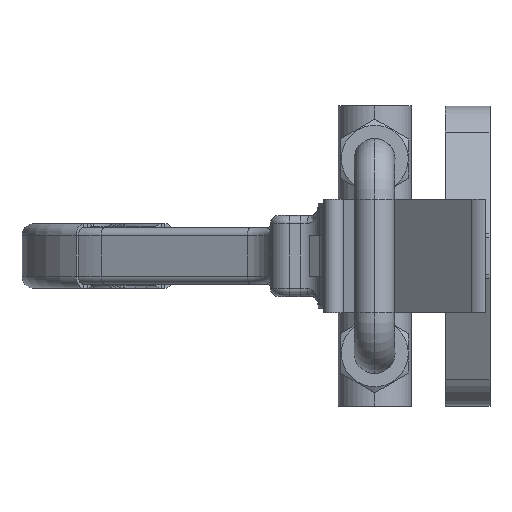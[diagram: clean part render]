
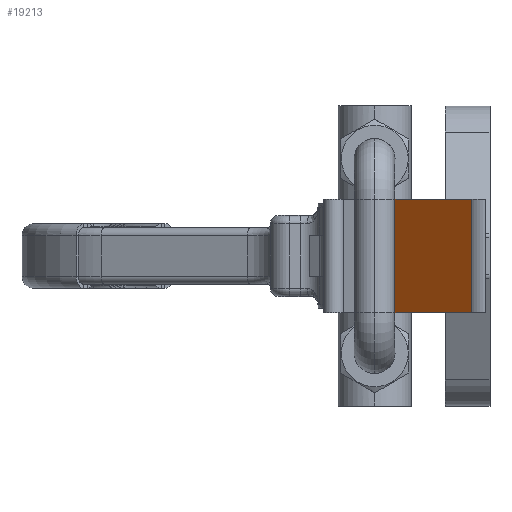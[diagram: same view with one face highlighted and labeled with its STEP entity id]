
A CAD part, left-side view. The second image highlights one B-rep face of the part: STEP entity #19213.
In plain terms, the highlighted planar face has unit normal (-0.719, 0.695, 0).
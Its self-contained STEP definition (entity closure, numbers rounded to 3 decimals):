
#81 = ORIENTED_EDGE ( 'NONE', *, *, #9483, .T. ) ;
#225 = CARTESIAN_POINT ( 'NONE',  ( -117.593, 3.477, -14. ) ) ;
#287 = ORIENTED_EDGE ( 'NONE', *, *, #402, .F. ) ;
#402 = EDGE_CURVE ( 'NONE', #10390, #9585, #19306, .T. ) ;
#628 = VECTOR ( 'NONE', #11346, 1000. ) ;
#990 = AXIS2_PLACEMENT_3D ( 'NONE', #12877, #8441, #18889 ) ;
#4370 = LINE ( 'NONE', #7641, #7918 ) ;
#4774 = VECTOR ( 'NONE', #10664, 1000. ) ;
#5607 = LINE ( 'NONE', #13727, #628 ) ;
#6228 = EDGE_CURVE ( 'NONE', #9585, #6548, #4370, .T. ) ;
#6548 = VERTEX_POINT ( 'NONE', #18426 ) ;
#7125 = EDGE_LOOP ( 'NONE', ( #16571, #287, #10651, #81 ) ) ;
#7296 = VECTOR ( 'NONE', #13269, 1000. ) ;
#7641 = CARTESIAN_POINT ( 'NONE',  ( -98.048, 23.675, -14. ) ) ;
#7918 = VECTOR ( 'NONE', #13459, 1000. ) ;
#8441 = DIRECTION ( 'NONE',  ( 0.719, -0.695, 0. ) ) ;
#9242 = EDGE_CURVE ( 'NONE', #10390, #13064, #14782, .T. ) ;
#9483 = EDGE_CURVE ( 'NONE', #13064, #6548, #5607, .T. ) ;
#9585 = VERTEX_POINT ( 'NONE', #17184 ) ;
#10390 = VERTEX_POINT ( 'NONE', #225 ) ;
#10651 = ORIENTED_EDGE ( 'NONE', *, *, #9242, .T. ) ;
#10664 = DIRECTION ( 'NONE',  ( 0.695, 0.719, 0. ) ) ;
#11346 = DIRECTION ( 'NONE',  ( 0.695, 0.719, 0. ) ) ;
#11364 = PLANE ( 'NONE',  #990 ) ;
#11680 = FACE_OUTER_BOUND ( 'NONE', #7125, .T. ) ;
#12389 = CARTESIAN_POINT ( 'NONE',  ( -117.593, 3.477, 14. ) ) ;
#12877 = CARTESIAN_POINT ( 'NONE',  ( -117.593, 3.477, -14. ) ) ;
#13064 = VERTEX_POINT ( 'NONE', #12389 ) ;
#13269 = DIRECTION ( 'NONE',  ( 0., 0., 1. ) ) ;
#13459 = DIRECTION ( 'NONE',  ( 0., 0., 1. ) ) ;
#13727 = CARTESIAN_POINT ( 'NONE',  ( -117.593, 3.477, 14. ) ) ;
#14782 = LINE ( 'NONE', #15857, #7296 ) ;
#15857 = CARTESIAN_POINT ( 'NONE',  ( -117.593, 3.477, -14. ) ) ;
#16571 = ORIENTED_EDGE ( 'NONE', *, *, #6228, .F. ) ;
#17184 = CARTESIAN_POINT ( 'NONE',  ( -98.048, 23.675, -14. ) ) ;
#17442 = CARTESIAN_POINT ( 'NONE',  ( -117.593, 3.477, -14. ) ) ;
#18426 = CARTESIAN_POINT ( 'NONE',  ( -98.048, 23.675, 14. ) ) ;
#18889 = DIRECTION ( 'NONE',  ( 0.695, 0.719, 0. ) ) ;
#19213 = ADVANCED_FACE ( 'NONE', ( #11680 ), #11364, .F. ) ;
#19306 = LINE ( 'NONE', #17442, #4774 ) ;
